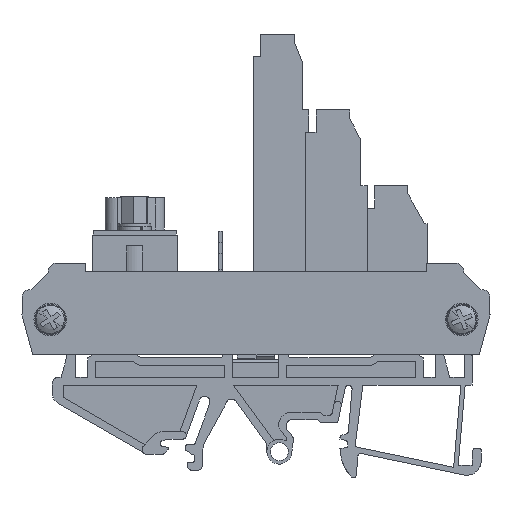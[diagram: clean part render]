
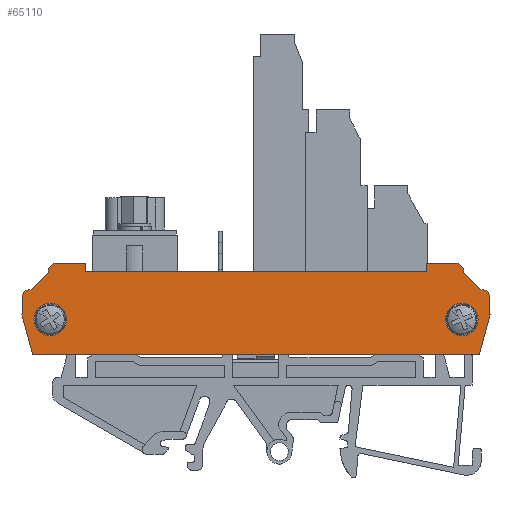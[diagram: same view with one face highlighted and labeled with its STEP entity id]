
A CAD part, left-side view. The second image highlights one B-rep face of the part: STEP entity #65110.
In plain terms, the highlighted planar face has unit normal (-1, 0, 0).
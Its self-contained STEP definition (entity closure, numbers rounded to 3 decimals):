
#54=AXIS2_PLACEMENT_3D('Circle Axis2P3D',#52,#53,$) ;
#91=AXIS2_PLACEMENT_3D('Circle Axis2P3D',#89,#90,$) ;
#190=AXIS2_PLACEMENT_3D('Circle Axis2P3D',#188,#189,$) ;
#446=AXIS2_PLACEMENT_3D('Circle Axis2P3D',#444,#445,$) ;
#519=AXIS2_PLACEMENT_3D('Circle Axis2P3D',#517,#518,$) ;
#743=AXIS2_PLACEMENT_3D('Circle Axis2P3D',#741,#742,$) ;
#816=AXIS2_PLACEMENT_3D('Circle Axis2P3D',#814,#815,$) ;
#846=AXIS2_PLACEMENT_3D('Circle Axis2P3D',#844,#845,$) ;
#65080=AXIS2_PLACEMENT_3D('Plane Axis2P3D',#65077,#65078,#65079) ;
#49=CARTESIAN_POINT('Vertex',(0.,8.2,29.252)) ;
#52=CARTESIAN_POINT('Axis2P3D Location',(0.,5.2,29.252)) ;
#56=CARTESIAN_POINT('Vertex',(0.,2.2,29.252)) ;
#89=CARTESIAN_POINT('Axis2P3D Location',(0.,5.2,29.252)) ;
#185=CARTESIAN_POINT('Vertex',(0.,1.723,34.775)) ;
#188=CARTESIAN_POINT('Axis2P3D Location',(0.,1.5,33.292)) ;
#192=CARTESIAN_POINT('Vertex',(0.,0.,33.292)) ;
#217=CARTESIAN_POINT('Vertex',(0.,0.,30.084)) ;
#227=CARTESIAN_POINT('Line Origine',(0.,0.,31.688)) ;
#249=CARTESIAN_POINT('Vertex',(0.,1.965,22.752)) ;
#259=CARTESIAN_POINT('Line Origine',(0.,0.982,26.418)) ;
#312=CARTESIAN_POINT('Line Origine',(0.,43.2,22.752)) ;
#316=CARTESIAN_POINT('Vertex',(0.,84.435,22.752)) ;
#377=CARTESIAN_POINT('Vertex',(0.,86.4,30.084)) ;
#387=CARTESIAN_POINT('Line Origine',(0.,85.418,26.418)) ;
#411=CARTESIAN_POINT('Vertex',(0.,86.4,33.292)) ;
#419=CARTESIAN_POINT('Line Origine',(0.,86.4,31.688)) ;
#444=CARTESIAN_POINT('Axis2P3D Location',(0.,84.9,33.292)) ;
#448=CARTESIAN_POINT('Vertex',(0.,84.677,34.775)) ;
#475=CARTESIAN_POINT('Vertex',(0.,81.53,37.922)) ;
#483=CARTESIAN_POINT('Line Origine',(0.,83.103,36.349)) ;
#514=CARTESIAN_POINT('Vertex',(0.,81.53,38.152)) ;
#517=CARTESIAN_POINT('Axis2P3D Location',(0.,80.03,38.152)) ;
#521=CARTESIAN_POINT('Vertex',(0.,80.03,39.652)) ;
#549=CARTESIAN_POINT('Line Origine',(0.,77.315,39.652)) ;
#553=CARTESIAN_POINT('Vertex',(0.,74.6,39.652)) ;
#590=CARTESIAN_POINT('Line Origine',(0.,74.6,38.852)) ;
#594=CARTESIAN_POINT('Vertex',(0.,74.6,38.052)) ;
#622=CARTESIAN_POINT('Line Origine',(0.,43.2,38.052)) ;
#626=CARTESIAN_POINT('Vertex',(0.,11.8,38.052)) ;
#654=CARTESIAN_POINT('Line Origine',(0.,11.8,38.852)) ;
#658=CARTESIAN_POINT('Vertex',(0.,11.8,39.652)) ;
#693=CARTESIAN_POINT('Line Origine',(0.,9.085,39.652)) ;
#697=CARTESIAN_POINT('Vertex',(0.,6.37,39.652)) ;
#741=CARTESIAN_POINT('Axis2P3D Location',(0.,6.37,38.152)) ;
#745=CARTESIAN_POINT('Vertex',(0.,4.87,38.152)) ;
#777=CARTESIAN_POINT('Vertex',(0.,4.87,37.922)) ;
#780=CARTESIAN_POINT('Line Origine',(0.,3.297,36.349)) ;
#811=CARTESIAN_POINT('Vertex',(0.,84.2,29.252)) ;
#814=CARTESIAN_POINT('Axis2P3D Location',(0.,81.2,29.252)) ;
#818=CARTESIAN_POINT('Vertex',(0.,78.2,29.252)) ;
#844=CARTESIAN_POINT('Axis2P3D Location',(0.,81.2,29.252)) ;
#65010=CARTESIAN_POINT('Line Origine',(0.,4.87,38.037)) ;
#65028=CARTESIAN_POINT('Line Origine',(0.,81.53,38.037)) ;
#65077=CARTESIAN_POINT('Axis2P3D Location',(0.,1.5,33.292)) ;
#53=DIRECTION('Axis2P3D Direction',(-1.,0.,0.)) ;
#90=DIRECTION('Axis2P3D Direction',(-1.,0.,0.)) ;
#189=DIRECTION('Axis2P3D Direction',(1.,0.,0.)) ;
#228=DIRECTION('Vector Direction',(0.,0.,-1.)) ;
#260=DIRECTION('Vector Direction',(0.,0.259,-0.966)) ;
#313=DIRECTION('Vector Direction',(0.,1.,0.)) ;
#388=DIRECTION('Vector Direction',(0.,0.259,0.966)) ;
#420=DIRECTION('Vector Direction',(0.,0.,1.)) ;
#445=DIRECTION('Axis2P3D Direction',(1.,0.,0.)) ;
#484=DIRECTION('Vector Direction',(0.,-0.707,0.707)) ;
#518=DIRECTION('Axis2P3D Direction',(1.,0.,0.)) ;
#550=DIRECTION('Vector Direction',(0.,-1.,0.)) ;
#591=DIRECTION('Vector Direction',(0.,0.,-1.)) ;
#623=DIRECTION('Vector Direction',(0.,-1.,0.)) ;
#655=DIRECTION('Vector Direction',(0.,0.,1.)) ;
#694=DIRECTION('Vector Direction',(0.,-1.,0.)) ;
#742=DIRECTION('Axis2P3D Direction',(1.,0.,0.)) ;
#781=DIRECTION('Vector Direction',(0.,-0.707,-0.707)) ;
#815=DIRECTION('Axis2P3D Direction',(-1.,0.,0.)) ;
#845=DIRECTION('Axis2P3D Direction',(-1.,0.,0.)) ;
#65011=DIRECTION('Vector Direction',(0.,0.,1.)) ;
#65029=DIRECTION('Vector Direction',(0.,0.,-1.)) ;
#65078=DIRECTION('Axis2P3D Direction',(1.,0.,0.)) ;
#65079=DIRECTION('Axis2P3D XDirection',(0.,1.,0.)) ;
#229=VECTOR('Line Direction',#228,1.) ;
#261=VECTOR('Line Direction',#260,1.) ;
#314=VECTOR('Line Direction',#313,1.) ;
#389=VECTOR('Line Direction',#388,1.) ;
#421=VECTOR('Line Direction',#420,1.) ;
#485=VECTOR('Line Direction',#484,1.) ;
#551=VECTOR('Line Direction',#550,1.) ;
#592=VECTOR('Line Direction',#591,1.) ;
#624=VECTOR('Line Direction',#623,1.) ;
#656=VECTOR('Line Direction',#655,1.) ;
#695=VECTOR('Line Direction',#694,1.) ;
#782=VECTOR('Line Direction',#781,1.) ;
#65012=VECTOR('Line Direction',#65011,1.) ;
#65030=VECTOR('Line Direction',#65029,1.) ;
#65083=ORIENTED_EDGE('',*,*,#784,.F.) ;
#65084=ORIENTED_EDGE('',*,*,#65014,.T.) ;
#65085=ORIENTED_EDGE('',*,*,#747,.F.) ;
#65086=ORIENTED_EDGE('',*,*,#699,.F.) ;
#65087=ORIENTED_EDGE('',*,*,#660,.F.) ;
#65088=ORIENTED_EDGE('',*,*,#628,.F.) ;
#65089=ORIENTED_EDGE('',*,*,#596,.F.) ;
#65090=ORIENTED_EDGE('',*,*,#555,.F.) ;
#65091=ORIENTED_EDGE('',*,*,#523,.F.) ;
#65092=ORIENTED_EDGE('',*,*,#65032,.T.) ;
#65093=ORIENTED_EDGE('',*,*,#487,.F.) ;
#65094=ORIENTED_EDGE('',*,*,#450,.F.) ;
#65095=ORIENTED_EDGE('',*,*,#423,.F.) ;
#65096=ORIENTED_EDGE('',*,*,#391,.F.) ;
#65097=ORIENTED_EDGE('',*,*,#318,.F.) ;
#65098=ORIENTED_EDGE('',*,*,#263,.F.) ;
#65099=ORIENTED_EDGE('',*,*,#231,.F.) ;
#65100=ORIENTED_EDGE('',*,*,#194,.F.) ;
#65103=ORIENTED_EDGE('',*,*,#93,.F.) ;
#65104=ORIENTED_EDGE('',*,*,#58,.F.) ;
#65107=ORIENTED_EDGE('',*,*,#848,.F.) ;
#65108=ORIENTED_EDGE('',*,*,#820,.F.) ;
#65105=FACE_BOUND('',#65102,.T.) ;
#65109=FACE_BOUND('',#65106,.T.) ;
#65110=ADVANCED_FACE('NONE',(#65101,#65105,#65109),#65081,.F.) ;
#55=CIRCLE('generated circle',#54,3.) ;
#92=CIRCLE('generated circle',#91,3.) ;
#191=CIRCLE('generated circle',#190,1.5) ;
#447=CIRCLE('generated circle',#446,1.5) ;
#520=CIRCLE('generated circle',#519,1.5) ;
#744=CIRCLE('generated circle',#743,1.5) ;
#817=CIRCLE('generated circle',#816,3.) ;
#847=CIRCLE('generated circle',#846,3.) ;
#58=EDGE_CURVE('',#50,#57,#55,.T.) ;
#93=EDGE_CURVE('',#57,#50,#92,.T.) ;
#194=EDGE_CURVE('',#186,#193,#191,.T.) ;
#231=EDGE_CURVE('',#193,#218,#230,.T.) ;
#263=EDGE_CURVE('',#218,#250,#262,.T.) ;
#318=EDGE_CURVE('',#250,#317,#315,.T.) ;
#391=EDGE_CURVE('',#317,#378,#390,.T.) ;
#423=EDGE_CURVE('',#378,#412,#422,.T.) ;
#450=EDGE_CURVE('',#412,#449,#447,.T.) ;
#487=EDGE_CURVE('',#449,#476,#486,.T.) ;
#523=EDGE_CURVE('',#515,#522,#520,.T.) ;
#555=EDGE_CURVE('',#522,#554,#552,.T.) ;
#596=EDGE_CURVE('',#554,#595,#593,.T.) ;
#628=EDGE_CURVE('',#595,#627,#625,.T.) ;
#660=EDGE_CURVE('',#627,#659,#657,.T.) ;
#699=EDGE_CURVE('',#659,#698,#696,.T.) ;
#747=EDGE_CURVE('',#698,#746,#744,.T.) ;
#784=EDGE_CURVE('',#778,#186,#783,.T.) ;
#820=EDGE_CURVE('',#812,#819,#817,.T.) ;
#848=EDGE_CURVE('',#819,#812,#847,.T.) ;
#65014=EDGE_CURVE('',#778,#746,#65013,.T.) ;
#65032=EDGE_CURVE('',#515,#476,#65031,.T.) ;
#65082=EDGE_LOOP('',(#65083,#65084,#65085,#65086,#65087,#65088,#65089,#65090,#65091,#65092,#65093,#65094,#65095,#65096,#65097,#65098,#65099,#65100)) ;
#65102=EDGE_LOOP('',(#65103,#65104)) ;
#65106=EDGE_LOOP('',(#65107,#65108)) ;
#65101=FACE_OUTER_BOUND('',#65082,.T.) ;
#230=LINE('Line',#227,#229) ;
#262=LINE('Line',#259,#261) ;
#315=LINE('Line',#312,#314) ;
#390=LINE('Line',#387,#389) ;
#422=LINE('Line',#419,#421) ;
#486=LINE('Line',#483,#485) ;
#552=LINE('Line',#549,#551) ;
#593=LINE('Line',#590,#592) ;
#625=LINE('Line',#622,#624) ;
#657=LINE('Line',#654,#656) ;
#696=LINE('Line',#693,#695) ;
#783=LINE('Line',#780,#782) ;
#65013=LINE('Line',#65010,#65012) ;
#65031=LINE('Line',#65028,#65030) ;
#65081=PLANE('',#65080) ;
#50=VERTEX_POINT('',#49) ;
#57=VERTEX_POINT('',#56) ;
#186=VERTEX_POINT('',#185) ;
#193=VERTEX_POINT('',#192) ;
#218=VERTEX_POINT('',#217) ;
#250=VERTEX_POINT('',#249) ;
#317=VERTEX_POINT('',#316) ;
#378=VERTEX_POINT('',#377) ;
#412=VERTEX_POINT('',#411) ;
#449=VERTEX_POINT('',#448) ;
#476=VERTEX_POINT('',#475) ;
#515=VERTEX_POINT('',#514) ;
#522=VERTEX_POINT('',#521) ;
#554=VERTEX_POINT('',#553) ;
#595=VERTEX_POINT('',#594) ;
#627=VERTEX_POINT('',#626) ;
#659=VERTEX_POINT('',#658) ;
#698=VERTEX_POINT('',#697) ;
#746=VERTEX_POINT('',#745) ;
#778=VERTEX_POINT('',#777) ;
#812=VERTEX_POINT('',#811) ;
#819=VERTEX_POINT('',#818) ;
